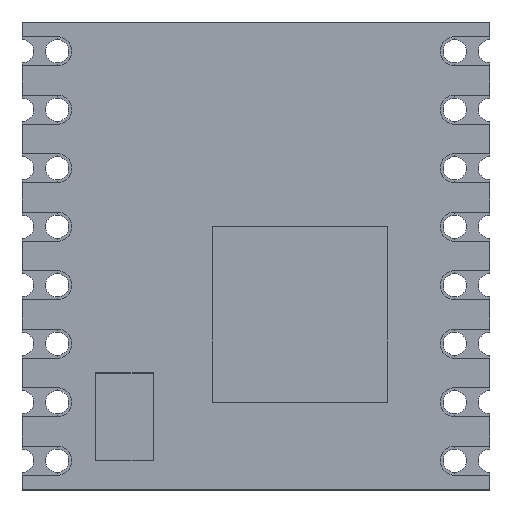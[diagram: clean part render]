
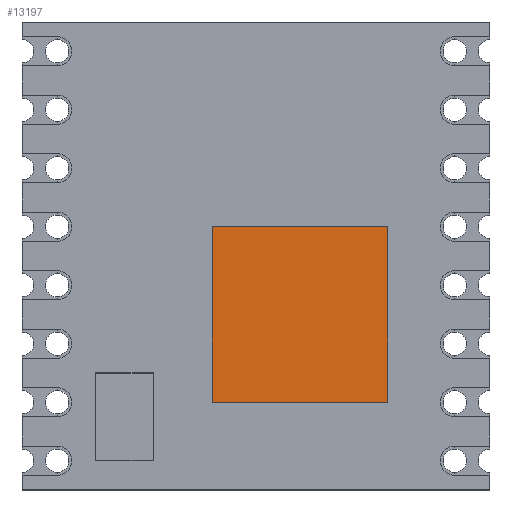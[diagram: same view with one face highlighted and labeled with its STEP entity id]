
A CAD part, top view. The second image highlights one B-rep face of the part: STEP entity #13197.
In plain terms, the highlighted planar face has unit normal (0, 0, 1).
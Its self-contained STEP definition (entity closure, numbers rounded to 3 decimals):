
#2363 = PLANE('',#2364);
#2364 = AXIS2_PLACEMENT_3D('',#2365,#2366,#2367);
#2365 = CARTESIAN_POINT('',(4.5,-5.,1.));
#2366 = DIRECTION('',(1.,0.,0.));
#2367 = DIRECTION('',(0.,0.,1.));
#2391 = PLANE('',#2392);
#2392 = AXIS2_PLACEMENT_3D('',#2393,#2394,#2395);
#2393 = CARTESIAN_POINT('',(-1.5,-5.,1.));
#2394 = DIRECTION('',(0.,1.,0.));
#2395 = DIRECTION('',(0.,0.,1.));
#2419 = PLANE('',#2420);
#2420 = AXIS2_PLACEMENT_3D('',#2421,#2422,#2423);
#2421 = CARTESIAN_POINT('',(-1.5,-5.,1.));
#2422 = DIRECTION('',(1.,0.,0.));
#2423 = DIRECTION('',(0.,0.,1.));
#2445 = PLANE('',#2446);
#2446 = AXIS2_PLACEMENT_3D('',#2447,#2448,#2449);
#2447 = CARTESIAN_POINT('',(-1.5,1.,1.));
#2448 = DIRECTION('',(0.,1.,0.));
#2449 = DIRECTION('',(0.,0.,1.));
#8410 = VERTEX_POINT('',#8411);
#8411 = CARTESIAN_POINT('',(4.5,-5.,1.8));
#8434 = VERTEX_POINT('',#8435);
#8435 = CARTESIAN_POINT('',(4.5,1.,1.8));
#8456 = EDGE_CURVE('',#8410,#8434,#8457,.T.);
#8457 = SURFACE_CURVE('',#8458,(#8462,#8469),.PCURVE_S1.);
#8458 = LINE('',#8459,#8460);
#8459 = CARTESIAN_POINT('',(4.5,-5.,1.8));
#8460 = VECTOR('',#8461,1.);
#8461 = DIRECTION('',(0.,1.,0.));
#8462 = PCURVE('',#2363,#8463);
#8463 = DEFINITIONAL_REPRESENTATION('',(#8464),#8468);
#8464 = LINE('',#8465,#8466);
#8465 = CARTESIAN_POINT('',(0.8,0.));
#8466 = VECTOR('',#8467,1.);
#8467 = DIRECTION('',(0.,-1.));
#8468 = ( GEOMETRIC_REPRESENTATION_CONTEXT(2) 
PARAMETRIC_REPRESENTATION_CONTEXT() REPRESENTATION_CONTEXT('2D SPACE',''
  ) );
#8469 = PCURVE('',#8470,#8475);
#8470 = PLANE('',#8471);
#8471 = AXIS2_PLACEMENT_3D('',#8472,#8473,#8474);
#8472 = CARTESIAN_POINT('',(-1.5,-5.,1.8));
#8473 = DIRECTION('',(0.,0.,1.));
#8474 = DIRECTION('',(1.,0.,0.));
#8475 = DEFINITIONAL_REPRESENTATION('',(#8476),#8480);
#8476 = LINE('',#8477,#8478);
#8477 = CARTESIAN_POINT('',(6.,0.));
#8478 = VECTOR('',#8479,1.);
#8479 = DIRECTION('',(0.,1.));
#8480 = ( GEOMETRIC_REPRESENTATION_CONTEXT(2) 
PARAMETRIC_REPRESENTATION_CONTEXT() REPRESENTATION_CONTEXT('2D SPACE',''
  ) );
#8487 = VERTEX_POINT('',#8488);
#8488 = CARTESIAN_POINT('',(-1.5,-5.,1.8));
#8509 = EDGE_CURVE('',#8487,#8410,#8510,.T.);
#8510 = SURFACE_CURVE('',#8511,(#8515,#8522),.PCURVE_S1.);
#8511 = LINE('',#8512,#8513);
#8512 = CARTESIAN_POINT('',(-1.5,-5.,1.8));
#8513 = VECTOR('',#8514,1.);
#8514 = DIRECTION('',(1.,0.,0.));
#8515 = PCURVE('',#2391,#8516);
#8516 = DEFINITIONAL_REPRESENTATION('',(#8517),#8521);
#8517 = LINE('',#8518,#8519);
#8518 = CARTESIAN_POINT('',(0.8,0.));
#8519 = VECTOR('',#8520,1.);
#8520 = DIRECTION('',(0.,1.));
#8521 = ( GEOMETRIC_REPRESENTATION_CONTEXT(2) 
PARAMETRIC_REPRESENTATION_CONTEXT() REPRESENTATION_CONTEXT('2D SPACE',''
  ) );
#8522 = PCURVE('',#8470,#8523);
#8523 = DEFINITIONAL_REPRESENTATION('',(#8524),#8528);
#8524 = LINE('',#8525,#8526);
#8525 = CARTESIAN_POINT('',(0.,0.));
#8526 = VECTOR('',#8527,1.);
#8527 = DIRECTION('',(1.,0.));
#8528 = ( GEOMETRIC_REPRESENTATION_CONTEXT(2) 
PARAMETRIC_REPRESENTATION_CONTEXT() REPRESENTATION_CONTEXT('2D SPACE',''
  ) );
#8536 = VERTEX_POINT('',#8537);
#8537 = CARTESIAN_POINT('',(-1.5,1.,1.8));
#8558 = EDGE_CURVE('',#8536,#8434,#8559,.T.);
#8559 = SURFACE_CURVE('',#8560,(#8564,#8571),.PCURVE_S1.);
#8560 = LINE('',#8561,#8562);
#8561 = CARTESIAN_POINT('',(-1.5,1.,1.8));
#8562 = VECTOR('',#8563,1.);
#8563 = DIRECTION('',(1.,0.,0.));
#8564 = PCURVE('',#2445,#8565);
#8565 = DEFINITIONAL_REPRESENTATION('',(#8566),#8570);
#8566 = LINE('',#8567,#8568);
#8567 = CARTESIAN_POINT('',(0.8,0.));
#8568 = VECTOR('',#8569,1.);
#8569 = DIRECTION('',(0.,1.));
#8570 = ( GEOMETRIC_REPRESENTATION_CONTEXT(2) 
PARAMETRIC_REPRESENTATION_CONTEXT() REPRESENTATION_CONTEXT('2D SPACE',''
  ) );
#8571 = PCURVE('',#8470,#8572);
#8572 = DEFINITIONAL_REPRESENTATION('',(#8573),#8577);
#8573 = LINE('',#8574,#8575);
#8574 = CARTESIAN_POINT('',(0.,6.));
#8575 = VECTOR('',#8576,1.);
#8576 = DIRECTION('',(1.,0.));
#8577 = ( GEOMETRIC_REPRESENTATION_CONTEXT(2) 
PARAMETRIC_REPRESENTATION_CONTEXT() REPRESENTATION_CONTEXT('2D SPACE',''
  ) );
#8586 = EDGE_CURVE('',#8487,#8536,#8587,.T.);
#8587 = SURFACE_CURVE('',#8588,(#8592,#8599),.PCURVE_S1.);
#8588 = LINE('',#8589,#8590);
#8589 = CARTESIAN_POINT('',(-1.5,-5.,1.8));
#8590 = VECTOR('',#8591,1.);
#8591 = DIRECTION('',(0.,1.,0.));
#8592 = PCURVE('',#2419,#8593);
#8593 = DEFINITIONAL_REPRESENTATION('',(#8594),#8598);
#8594 = LINE('',#8595,#8596);
#8595 = CARTESIAN_POINT('',(0.8,0.));
#8596 = VECTOR('',#8597,1.);
#8597 = DIRECTION('',(0.,-1.));
#8598 = ( GEOMETRIC_REPRESENTATION_CONTEXT(2) 
PARAMETRIC_REPRESENTATION_CONTEXT() REPRESENTATION_CONTEXT('2D SPACE',''
  ) );
#8599 = PCURVE('',#8470,#8600);
#8600 = DEFINITIONAL_REPRESENTATION('',(#8601),#8605);
#8601 = LINE('',#8602,#8603);
#8602 = CARTESIAN_POINT('',(0.,0.));
#8603 = VECTOR('',#8604,1.);
#8604 = DIRECTION('',(0.,1.));
#8605 = ( GEOMETRIC_REPRESENTATION_CONTEXT(2) 
PARAMETRIC_REPRESENTATION_CONTEXT() REPRESENTATION_CONTEXT('2D SPACE',''
  ) );
#13197 = ADVANCED_FACE('',(#13198),#8470,.T.);
#13198 = FACE_BOUND('',#13199,.T.);
#13199 = EDGE_LOOP('',(#13200,#13201,#13202,#13203));
#13200 = ORIENTED_EDGE('',*,*,#8586,.F.);
#13201 = ORIENTED_EDGE('',*,*,#8509,.T.);
#13202 = ORIENTED_EDGE('',*,*,#8456,.T.);
#13203 = ORIENTED_EDGE('',*,*,#8558,.F.);
